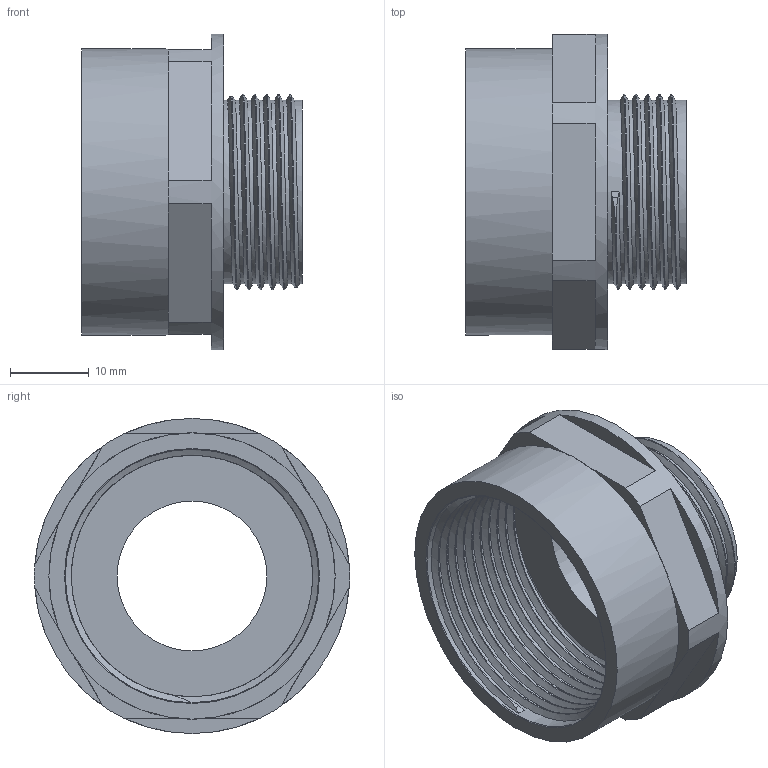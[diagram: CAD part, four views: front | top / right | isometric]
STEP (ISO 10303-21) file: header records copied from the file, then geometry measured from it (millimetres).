
FILE_DESCRIPTION(/* description */ ('Erweiterung sechskant M/M M25x1,5/M32x1,5'),/* implementation_level */ '2;1');
FILE_NAME(/* name */ '11082532-RST.stp',/* time_stamp */ '2020-04-29T12:22:32+02:00',/* author */ ('sl'),/* organization */ (''),/* preprocessor_version */ 'ST-DEVELOPER v16.5',/* originating_system */ 'Autodesk Inventor 2017',/* authorisation */ '');
FILE_SCHEMA (('AUTOMOTIVE_DESIGN { 1 0 10303 214 3 1 1 }'));
Length unit declared in the file: millimetre
Products named in the file (1): 11082532
Bounding box: 28 x 39.95 x 39.95 mm (x, y, z)
Volume: 7991.9 mm3; surface area: 8278.3 mm2
Topology: 1 solids, 1 shells, 60 faces, 155 edges, 99 vertices
Faces by surface type: plane 31, cylinder 24, bspline 4, torus 1
Full cylindrical faces by diameter (mm): 19 x1, 23.318 x5, 32.122 x10, 36.28 x1, 39.95 x1
Entity records: 4188 total; most frequent: CARTESIAN_POINT 3157, ORIENTED_EDGE 202, DIRECTION 199, EDGE_CURVE 101, AXIS2_PLACEMENT_3D 77, VERTEX_POINT 66, EDGE_LOOP 57, FACE_OUTER_BOUND 46
